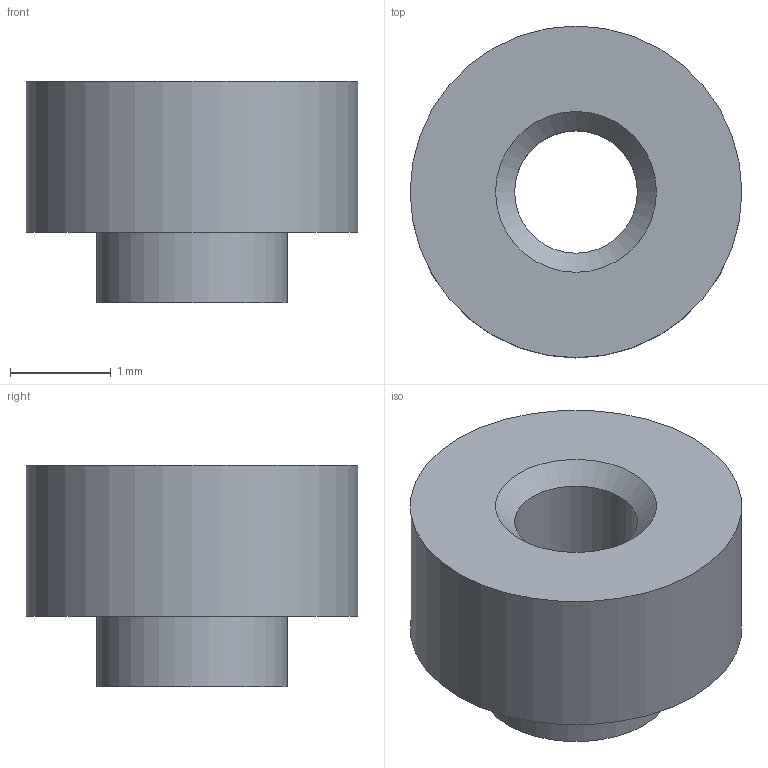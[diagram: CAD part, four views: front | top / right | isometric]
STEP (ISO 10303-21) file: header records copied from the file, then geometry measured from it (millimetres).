
FILE_DESCRIPTION(/* description */ ('model of Mounting_Wuerth_WA-SMSI-M1.6_H1.5mm_9774015633'),/* implementation_level */ '2;1');
FILE_NAME(/* name */ 'Mounting_Wuerth_WA-SMSI-M1.6_H1.5mm_9774015633.step',/* time_stamp */ '1970-01-01T00:00:00',/* author */ ('KiCAD','kicad'),/* organization */ ('OCCT'),/* preprocessor_version */ '',/* originating_system */ 'KiCAD',/* authorisation */ '');
FILE_SCHEMA(('AUTOMOTIVE_DESIGN { 1 0 10303 214 1 1 1 1 }'));
Length unit declared in the file: millimetre
Products named in the file (1): Mounting_Wuerth_WA-SMSI-M1.6_H1.5mm_9774015633
Bounding box: 3.3 x 3.3 x 2.2 mm (x, y, z)
Volume: 12.2 mm3; surface area: 42.5 mm2
Topology: 1 solids, 1 shells, 7 faces, 11 edges, 7 vertices
Faces by surface type: plane 3, cylinder 3, cone 1
Full cylindrical faces by diameter (mm): 1.22 x1, 1.9 x1, 3.3 x1
Entity records: 155 total; most frequent: ORIENTED_EDGE 18, CARTESIAN_POINT 17, AXIS2_PLACEMENT_3D 14, EDGE_CURVE 11, FACE_BOUND 10, EDGE_LOOP 10, DIRECTION 9, ADVANCED_FACE 7
